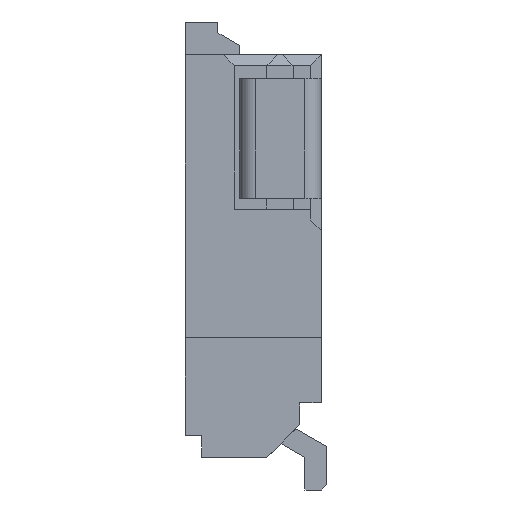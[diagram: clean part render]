
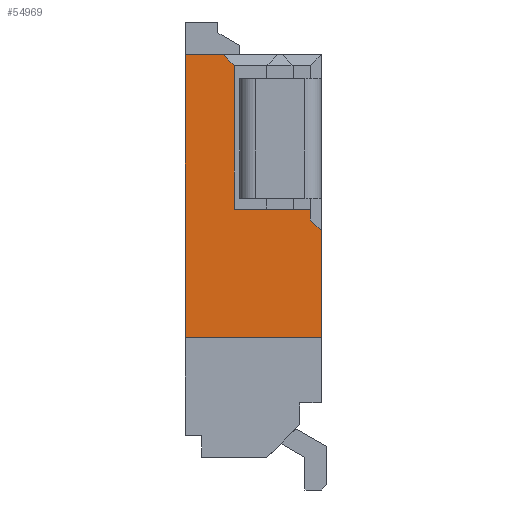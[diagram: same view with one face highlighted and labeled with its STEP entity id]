
A CAD part, left-side view. The second image highlights one B-rep face of the part: STEP entity #54969.
In plain terms, the highlighted planar face has unit normal (-1, 0, 0).
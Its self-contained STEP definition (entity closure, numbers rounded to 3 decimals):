
#581=DIRECTION('',(0.,0.,1.));
#582=VECTOR('',#581,0.98);
#583=CARTESIAN_POINT('',(-10.35,0.,-2.6));
#584=LINE('',#583,#582);
#5125=DIRECTION('',(0.,0.,1.));
#5126=VECTOR('',#5125,2.6);
#5127=CARTESIAN_POINT('',(-10.35,1.25,-2.6));
#5128=LINE('',#5127,#5126);
#19687=DIRECTION('',(0.,1.,0.));
#19688=VECTOR('',#19687,0.35);
#19689=CARTESIAN_POINT('',(-10.35,0.9,0.));
#19690=LINE('',#19689,#19688);
#19911=DIRECTION('',(0.,0.,-1.));
#19912=VECTOR('',#19911,0.1);
#19913=CARTESIAN_POINT('',(-10.35,0.1,-1.42));
#19914=LINE('',#19913,#19912);
#19915=DIRECTION('',(0.,-0.707,-0.707));
#19916=VECTOR('',#19915,0.141);
#19917=CARTESIAN_POINT('',(-10.35,0.1,-1.52));
#19918=LINE('',#19917,#19916);
#19919=DIRECTION('',(0.,1.,0.));
#19920=VECTOR('',#19919,1.25);
#19921=CARTESIAN_POINT('',(-10.35,0.,-2.6));
#19922=LINE('',#19921,#19920);
#19923=DIRECTION('',(0.,0.,-1.));
#19924=VECTOR('',#19923,1.32);
#19925=CARTESIAN_POINT('',(-10.35,0.8,-0.1));
#19926=LINE('',#19925,#19924);
#19927=DIRECTION('',(0.,1.,0.));
#19928=VECTOR('',#19927,0.7);
#19929=CARTESIAN_POINT('',(-10.35,0.1,-1.42));
#19930=LINE('',#19929,#19928);
#19951=DIRECTION('',(0.,-0.707,-0.707));
#19952=VECTOR('',#19951,0.141);
#19953=CARTESIAN_POINT('',(-10.35,0.9,0.));
#19954=LINE('',#19953,#19952);
#20812=CARTESIAN_POINT('',(-10.35,0.,-2.6));
#20814=VERTEX_POINT('',#20812);
#20822=CARTESIAN_POINT('',(-10.35,1.25,-2.6));
#20824=VERTEX_POINT('',#20822);
#20825=CARTESIAN_POINT('',(-10.35,1.25,0.));
#20826=VERTEX_POINT('',#20825);
#21265=CARTESIAN_POINT('',(-10.35,0.8,-1.42));
#21266=VERTEX_POINT('',#21265);
#21279=CARTESIAN_POINT('',(-10.35,0.,-1.62));
#21281=VERTEX_POINT('',#21279);
#21283=CARTESIAN_POINT('',(-10.35,0.1,-1.42));
#21284=CARTESIAN_POINT('',(-10.35,0.1,-1.52));
#21285=VERTEX_POINT('',#21283);
#21286=VERTEX_POINT('',#21284);
#21449=CARTESIAN_POINT('',(-10.35,0.9,0.));
#21450=VERTEX_POINT('',#21449);
#21451=CARTESIAN_POINT('',(-10.35,0.8,-0.1));
#21452=VERTEX_POINT('',#21451);
#54949=CARTESIAN_POINT('',(-10.35,0.,-2.6));
#54950=DIRECTION('',(-1.,0.,0.));
#54951=DIRECTION('',(0.,0.,1.));
#54952=AXIS2_PLACEMENT_3D('',#54949,#54950,#54951);
#54953=PLANE('',#54952);
#54954=ORIENTED_EDGE('',*,*,#54940,.T.);
#54956=ORIENTED_EDGE('',*,*,#54955,.T.);
#54957=ORIENTED_EDGE('',*,*,#27526,.F.);
#54959=ORIENTED_EDGE('',*,*,#54958,.T.);
#54960=ORIENTED_EDGE('',*,*,#32354,.T.);
#54961=ORIENTED_EDGE('',*,*,#54606,.F.);
#54963=ORIENTED_EDGE('',*,*,#54962,.T.);
#54965=ORIENTED_EDGE('',*,*,#54964,.T.);
#54966=ORIENTED_EDGE('',*,*,#54524,.F.);
#54967=EDGE_LOOP('',(#54954,#54956,#54957,#54959,#54960,#54961,#54963,#54965,
#54966));
#54968=FACE_OUTER_BOUND('',#54967,.F.);
#54969=ADVANCED_FACE('',(#54968),#54953,.T.);
#27526=EDGE_CURVE('',#20814,#21281,#584,.T.);
#32354=EDGE_CURVE('',#20824,#20826,#5128,.T.);
#54524=EDGE_CURVE('',#21285,#21266,#19930,.T.);
#54606=EDGE_CURVE('',#21450,#20826,#19690,.T.);
#54940=EDGE_CURVE('',#21285,#21286,#19914,.T.);
#54955=EDGE_CURVE('',#21286,#21281,#19918,.T.);
#54958=EDGE_CURVE('',#20814,#20824,#19922,.T.);
#54962=EDGE_CURVE('',#21450,#21452,#19954,.T.);
#54964=EDGE_CURVE('',#21452,#21266,#19926,.T.);
